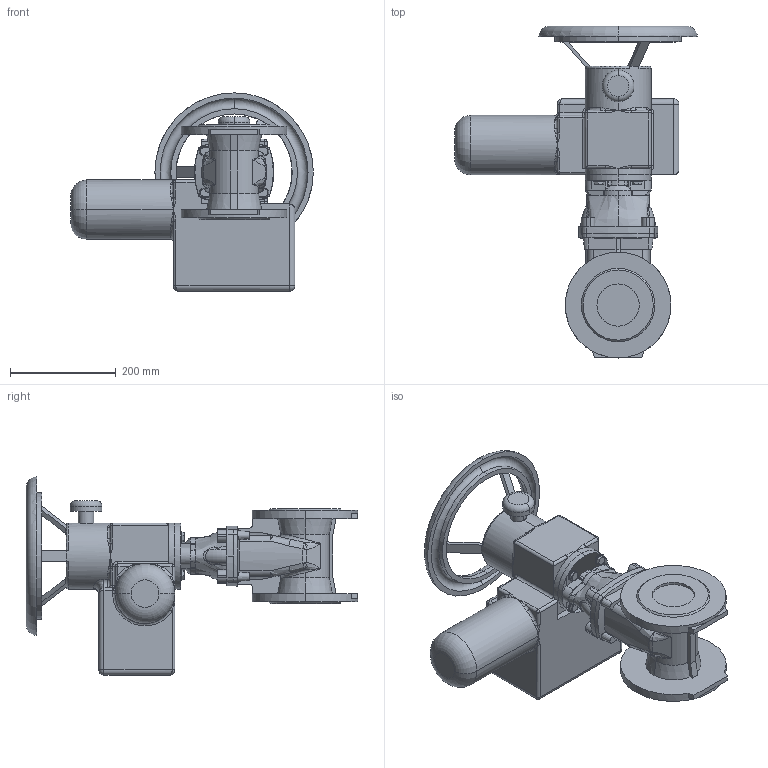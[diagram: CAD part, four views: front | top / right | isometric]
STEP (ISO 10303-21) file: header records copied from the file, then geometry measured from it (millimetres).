
FILE_DESCRIPTION (( 'STEP AP203' ), '1' );
FILE_NAME ('O_15_42_DN80.STEP', '2014-11-10T07:00:48', ( 'ken' ), ( '' ), 'SwSTEP 2.0', 'SolidWorks 2012', '' );
FILE_SCHEMA (( 'CONFIG_CONTROL_DESIGN' ));
Length unit declared in the file: millimetre
Products named in the file (1): O_15_42_DN80
Bounding box: 459.55 x 628.5 x 375.64 mm (x, y, z)
Volume: 15186583.4 mm3; surface area: 734829.1 mm2
Topology: 1 solids, 1 shells, 528 faces, 1357 edges, 793 vertices
Faces by surface type: plane 176, cylinder 148, bspline 89, cone 73, torus 32, sphere 10
Entity records: 26236 total; most frequent: CARTESIAN_POINT 14445, ORIENTED_EDGE 2620, DIRECTION 2295, EDGE_CURVE 1310, AXIS2_PLACEMENT_3D 920, VERTEX_POINT 793, EDGE_LOOP 543, FACE_OUTER_BOUND 528
